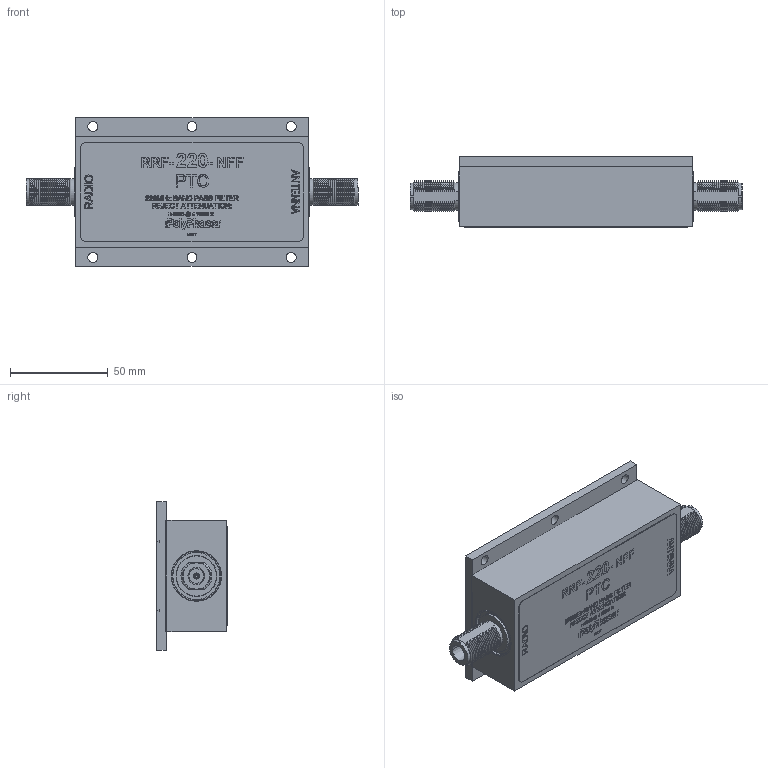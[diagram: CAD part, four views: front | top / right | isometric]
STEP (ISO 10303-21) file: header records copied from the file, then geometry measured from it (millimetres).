
FILE_DESCRIPTION (( 'STEP AP214' ), '1' );
FILE_NAME ('RRF-220-NFF.STEP', '2019-07-30T17:32:59', ( '' ), ( '' ), 'SwSTEP 2.0', 'SolidWorks 2019', '' );
FILE_SCHEMA (( 'AUTOMOTIVE_DESIGN' ));
Length unit declared in the file: inch
Products named in the file (19): 2011-1306; 1141-0611-06; 5330-0377; 1141-0611-06_1141-0611-06; 2003-2898; RRF-220-NFF; 5420-0260
Assembly tree (13 placements, depth 2):
  2011-1306
  1141-0611-06
  1141-0611-06
  1141-0611-06
  1141-0611-06
Bounding box: 170.18 x 36.26 x 76.2 mm (x, y, z)
Volume: 189903.2 mm3; surface area: 75377.3 mm2
Topology: 13 solids, 13 shells, 2837 faces, 7506 edges, 4818 vertices
Faces by surface type: plane 1038, cylinder 729, cone 728, bspline 334, torus 8
Entity records: 90651 total; most frequent: CARTESIAN_POINT 31464, ORIENTED_EDGE 9592, DIRECTION 7619, EDGE_CURVE 4796, VERTEX_POINT 3147, VECTOR 3115, LINE 3115, AXIS2_PLACEMENT_3D 2252
